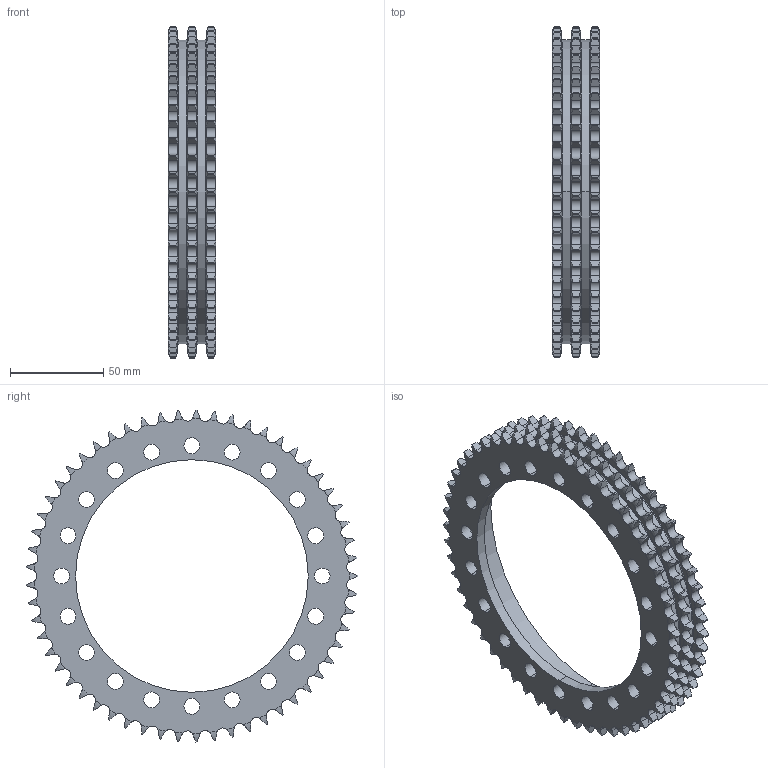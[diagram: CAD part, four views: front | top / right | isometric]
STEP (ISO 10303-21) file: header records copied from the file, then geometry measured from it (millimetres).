
FILE_DESCRIPTION (( 'STEP AP203' ), '1' );
FILE_NAME ('57T 06b3 v0.2.STEP', '2017-03-10T10:13:58', ( '' ), ( '' ), 'SwSTEP 2.0', 'SolidWorks 2015', '' );
FILE_SCHEMA (( 'CONFIG_CONTROL_DESIGN' ));
Length unit declared in the file: millimetre
Products named in the file (1): 57T 06b3 v0.2
Bounding box: 25.69 x 178.34 x 178.41 mm (x, y, z)
Volume: 112990.9 mm3; surface area: 59447.7 mm2
Topology: 1 solids, 1 shells, 1161 faces, 3454 edges, 2300 vertices
Faces by surface type: cylinder 804, torus 350, plane 7
Entity records: 44249 total; most frequent: CARTESIAN_POINT 14518, ORIENTED_EDGE 6908, DIRECTION 5596, EDGE_CURVE 3454, AXIS2_PLACEMENT_3D 2396, VERTEX_POINT 2300, B_SPLINE_CURVE_WITH_KNOTS 1416, CIRCLE 1234
